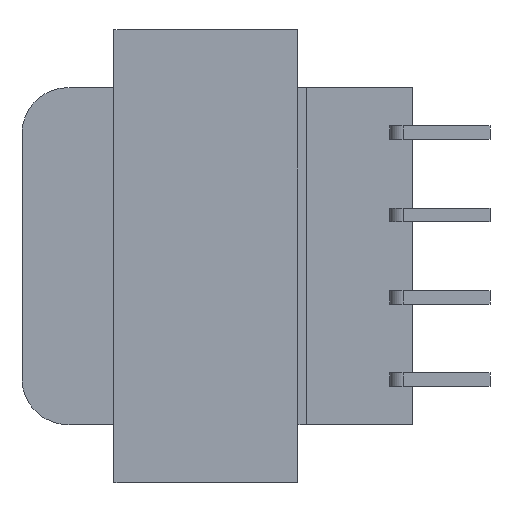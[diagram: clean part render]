
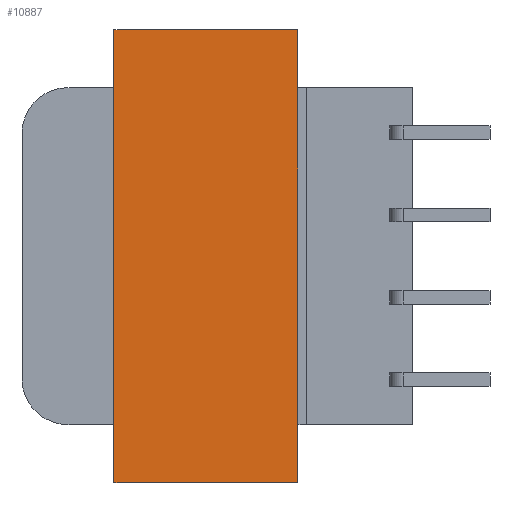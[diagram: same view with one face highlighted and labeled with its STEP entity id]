
A CAD part, left-side view. The second image highlights one B-rep face of the part: STEP entity #10887.
In plain terms, the highlighted planar face has unit normal (-1, 0, 0).
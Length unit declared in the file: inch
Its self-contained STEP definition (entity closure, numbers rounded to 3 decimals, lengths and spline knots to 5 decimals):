
#6 = VERTEX_POINT ( 'NONE', #4112 ) ;
#52 = VERTEX_POINT ( 'NONE', #3033 ) ;
#317 = LINE ( 'NONE', #3235, #4608 ) ;
#497 = CARTESIAN_POINT ( 'NONE',  ( -0.5625, 0.27929, -0.6875 ) ) ;
#822 = VECTOR ( 'NONE', #832, 39.37008 ) ;
#832 = DIRECTION ( 'NONE',  ( 0., -1., 0. ) ) ;
#1926 = DIRECTION ( 'NONE',  ( 0., 1., 0. ) ) ;
#2003 = LINE ( 'NONE', #15571, #18317 ) ;
#2527 = VERTEX_POINT ( 'NONE', #17105 ) ;
#2874 = ORIENTED_EDGE ( 'NONE', *, *, #4096, .F. ) ;
#3033 = CARTESIAN_POINT ( 'NONE',  ( -0.5625, 0.27929, 0.6875 ) ) ;
#3235 = CARTESIAN_POINT ( 'NONE',  ( -0.5625, 0.27929, -0.6875 ) ) ;
#3547 = DIRECTION ( 'NONE',  ( 0., 0., -1. ) ) ;
#4096 = EDGE_CURVE ( 'NONE', #7523, #2527, #11323, .T. ) ;
#4112 = CARTESIAN_POINT ( 'NONE',  ( -0.5625, 0.27929, -0.6875 ) ) ;
#4427 = EDGE_CURVE ( 'NONE', #2527, #6, #2003, .T. ) ;
#4608 = VECTOR ( 'NONE', #4977, 39.37008 ) ;
#4868 = LINE ( 'NONE', #14630, #822 ) ;
#4977 = DIRECTION ( 'NONE',  ( 0., 0., 1. ) ) ;
#6420 = CARTESIAN_POINT ( 'NONE',  ( -0.5625, -0.27929, 0.6875 ) ) ;
#7045 = EDGE_CURVE ( 'NONE', #6, #52, #317, .T. ) ;
#7188 = ORIENTED_EDGE ( 'NONE', *, *, #7045, .F. ) ;
#7523 = VERTEX_POINT ( 'NONE', #6420 ) ;
#8196 = DIRECTION ( 'NONE',  ( 1., 0., 0. ) ) ;
#8648 = CARTESIAN_POINT ( 'NONE',  ( -0.5625, -0.27929, -0.6875 ) ) ;
#9031 = AXIS2_PLACEMENT_3D ( 'NONE', #497, #8196, #3547 ) ;
#9457 = EDGE_LOOP ( 'NONE', ( #2874, #17058, #7188, #11120 ) ) ;
#10145 = DIRECTION ( 'NONE',  ( 0., 0., -1. ) ) ;
#10887 = ADVANCED_FACE ( 'NONE', ( #12101 ), #15604, .F. ) ;
#10960 = EDGE_CURVE ( 'NONE', #52, #7523, #4868, .T. ) ;
#11120 = ORIENTED_EDGE ( 'NONE', *, *, #4427, .F. ) ;
#11323 = LINE ( 'NONE', #8648, #14250 ) ;
#12101 = FACE_OUTER_BOUND ( 'NONE', #9457, .T. ) ;
#14250 = VECTOR ( 'NONE', #10145, 39.37008 ) ;
#14630 = CARTESIAN_POINT ( 'NONE',  ( -0.5625, 0.27929, 0.6875 ) ) ;
#15571 = CARTESIAN_POINT ( 'NONE',  ( -0.5625, 0.27929, -0.6875 ) ) ;
#15604 = PLANE ( 'NONE',  #9031 ) ;
#17058 = ORIENTED_EDGE ( 'NONE', *, *, #10960, .F. ) ;
#17105 = CARTESIAN_POINT ( 'NONE',  ( -0.5625, -0.27929, -0.6875 ) ) ;
#18317 = VECTOR ( 'NONE', #1926, 39.37008 ) ;
